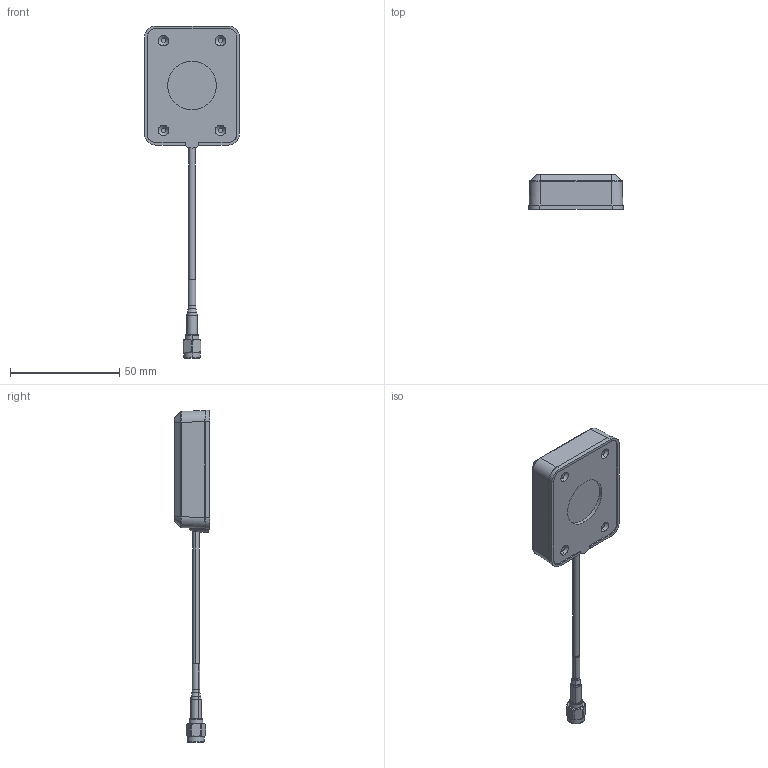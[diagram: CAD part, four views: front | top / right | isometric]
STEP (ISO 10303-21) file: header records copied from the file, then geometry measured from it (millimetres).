
FILE_DESCRIPTION (( 'STEP AP214' ), '1' );
FILE_NAME ('FMANGPS1015_3D.step', '2024-01-08T20:33:42', ( '' ), ( '' ), 'SwSTEP 2.0', 'SolidWorks 2022', '' );
FILE_SCHEMA (( 'AUTOMOTIVE_DESIGN' ));
Length unit declared in the file: inch
Products named in the file (8): ËÜ¿Ç_DAM1568-J_ÏÂ¿Ç_³¬Éù²¨_Ö±¾¶22¡Á1.5mm_PBF; ASM-1102_Without Ferrule; (159983)ËÜ¿Ç_DAM1568-J_ÉÏ¿Ç¸Ä_³¬Éù²¨_PBF; ·¨¿ËÀ­ÍäÄ¸Í·; ASM-1102-MA1; FMANGPS1015_3D; ASM-1102-MA2; LMR-100_SMA_HEATSHRINK
Assembly tree (7 placements, depth 3):
  FMANGPS1015_3D
    ËÜ¿Ç_DAM1568-J_ÏÂ¿Ç_³¬Éù²¨_Ö±¾¶22¡Á1.5mm_PBF
    (159983)ËÜ¿Ç_DAM1568-J_ÉÏ¿Ç¸Ä_³¬Éù²¨_PBF
    ·¨¿ËÀ­ÍäÄ¸Í·
    LMR-100_SMA_HEATSHRINK
    ASM-1102_Without Ferrule
      ASM-1102-MA1
      ASM-1102-MA2
Bounding box: 43.4 x 16 x 151.65 mm (x, y, z)
Volume: 13195.5 mm3; surface area: 18611.2 mm2
Topology: 6 solids, 6 shells, 489 faces, 1235 edges, 776 vertices
Faces by surface type: plane 245, cylinder 109, cone 64, bspline 64, torus 6, sphere 1
Entity records: 18455 total; most frequent: CARTESIAN_POINT 6810, ORIENTED_EDGE 2470, DIRECTION 2072, EDGE_CURVE 1235, VERTEX_POINT 776, LINE 730, VECTOR 730, AXIS2_PLACEMENT_3D 671
